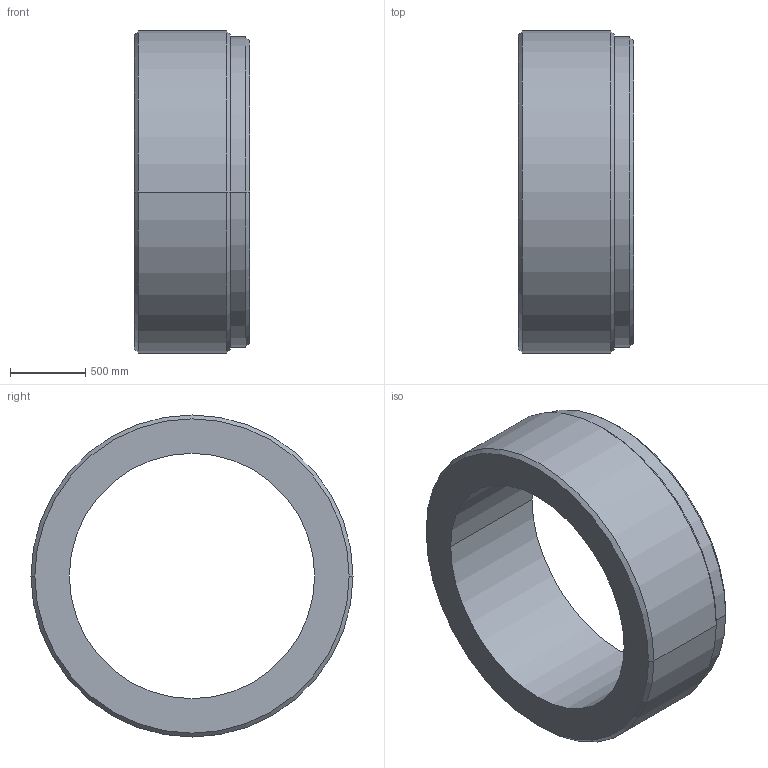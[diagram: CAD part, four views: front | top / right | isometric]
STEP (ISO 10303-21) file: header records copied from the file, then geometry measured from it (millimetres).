
FILE_DESCRIPTION((''),'2;1');
FILE_NAME('BEARING_ONE','2025-12-19T09:18:49',('H576696'),('Honeywell International Inc.'),'CREO PARAMETRIC BY PTC INC, 2023134','CREO PARAMETRIC BY PTC INC, 2023134','');
FILE_SCHEMA(('AUTOMOTIVE_DESIGN { 1 0 10303 214 1 1 1 1 }'));
Length unit declared in the file: inch
Products named in the file (1): BEARING_ONE
Bounding box: 762 x 2133.6 x 2133.6 mm (x, y, z)
Volume: 1104676724.8 mm3; surface area: 11670277 mm2
Topology: 1 solids, 1 shells, 15 faces, 30 edges, 18 vertices
Faces by surface type: cylinder 6, cone 6, plane 3
Entity records: 768 total; most frequent: COLOUR_RGB 108, DIRECTION 80, CARTESIAN_POINT 66, ORIENTED_EDGE 60, PRESENTATION_STYLE_ASSIGNMENT 46, STYLED_ITEM 46, AXIS2_PLACEMENT_3D 34, CURVE_STYLE 30
